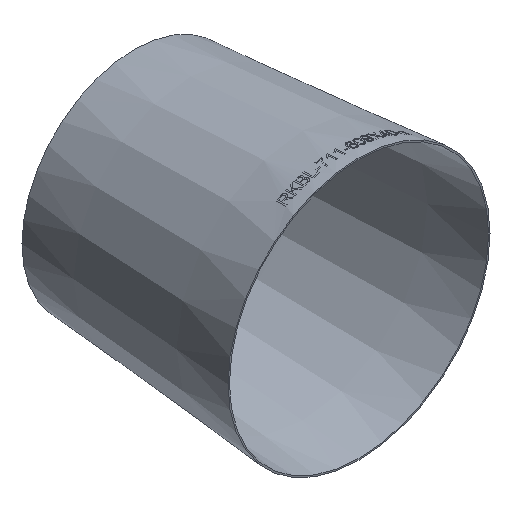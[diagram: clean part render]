
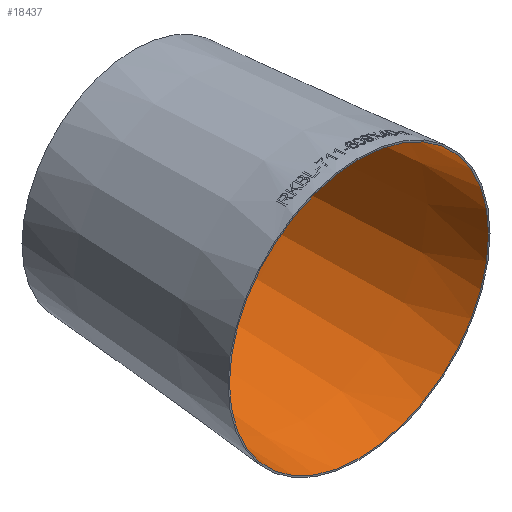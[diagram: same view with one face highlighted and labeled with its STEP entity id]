
A CAD part, isometric view. The second image highlights one B-rep face of the part: STEP entity #18437.
In plain terms, the highlighted conical face has half-angle 4.761 degrees and reference radius 351.586 mm.
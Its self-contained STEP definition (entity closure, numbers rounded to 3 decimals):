
#21 = EDGE_CURVE ( 'NONE', #12362, #12362, #2434, .T. ) ;
#1745 = EDGE_LOOP ( 'NONE', ( #34429 ) ) ;
#2434 = CIRCLE ( 'NONE', #15319, 300.786 ) ;
#5358 = CARTESIAN_POINT ( 'NONE',  ( 0., 610., 0. ) ) ;
#5982 = EDGE_LOOP ( 'NONE', ( #10880 ) ) ;
#6634 = AXIS2_PLACEMENT_3D ( 'NONE', #31674, #28487, #31461 ) ;
#7739 = FACE_OUTER_BOUND ( 'NONE', #5982, .T. ) ;
#9034 = AXIS2_PLACEMENT_3D ( 'NONE', #23655, #20703, #14304 ) ;
#10880 = ORIENTED_EDGE ( 'NONE', *, *, #40216, .T. ) ;
#12362 = VERTEX_POINT ( 'NONE', #38230 ) ;
#14304 = DIRECTION ( 'NONE',  ( 0., 0., -1. ) ) ;
#15319 = AXIS2_PLACEMENT_3D ( 'NONE', #5358, #28466, #38433 ) ;
#17186 = CONICAL_SURFACE ( 'NONE', #9034, 351.586, 0.083 ) ;
#18437 = ADVANCED_FACE ( 'NONE', ( #30625, #7739 ), #17186, .F. ) ;
#19369 = VERTEX_POINT ( 'NONE', #35671 ) ;
#20703 = DIRECTION ( 'NONE',  ( 0., -1., 0. ) ) ;
#23655 = CARTESIAN_POINT ( 'NONE',  ( 0., 0., 0. ) ) ;
#24929 = CIRCLE ( 'NONE', #6634, 351.586 ) ;
#28466 = DIRECTION ( 'NONE',  ( 0., -1., 0. ) ) ;
#28487 = DIRECTION ( 'NONE',  ( 0., -1., 0. ) ) ;
#30625 = FACE_BOUND ( 'NONE', #1745, .T. ) ;
#31461 = DIRECTION ( 'NONE',  ( 0., 0., -1. ) ) ;
#31674 = CARTESIAN_POINT ( 'NONE',  ( 0., 0., 0. ) ) ;
#34429 = ORIENTED_EDGE ( 'NONE', *, *, #21, .F. ) ;
#35671 = CARTESIAN_POINT ( 'NONE',  ( 0., 0., -351.586 ) ) ;
#38230 = CARTESIAN_POINT ( 'NONE',  ( 0., 610., -300.786 ) ) ;
#38433 = DIRECTION ( 'NONE',  ( 0., 0., -1. ) ) ;
#40216 = EDGE_CURVE ( 'NONE', #19369, #19369, #24929, .T. ) ;
